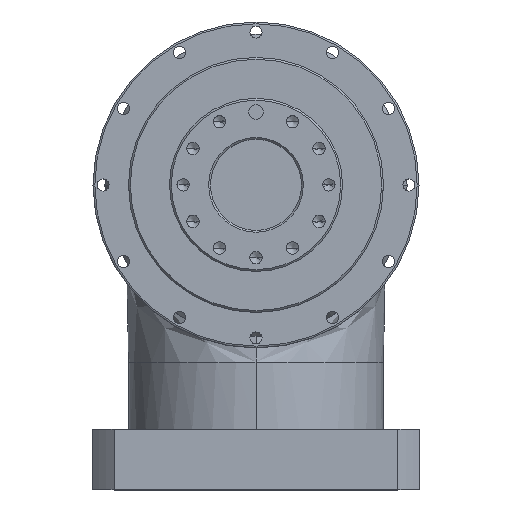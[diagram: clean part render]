
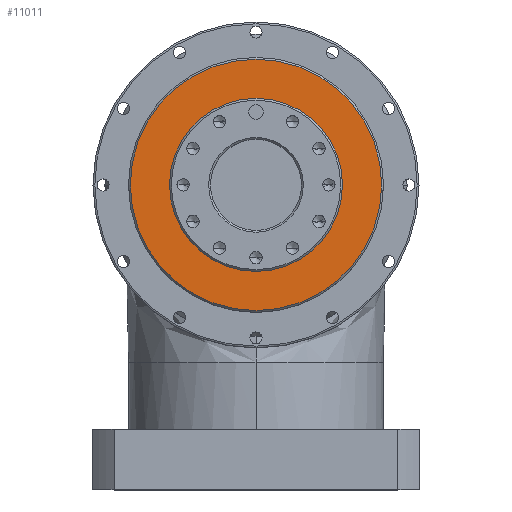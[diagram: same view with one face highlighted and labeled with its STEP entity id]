
A CAD part, top view. The second image highlights one B-rep face of the part: STEP entity #11011.
In plain terms, the highlighted planar face has unit normal (0, 0, 1).
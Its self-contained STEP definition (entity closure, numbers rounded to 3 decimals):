
#175 = CARTESIAN_POINT ( 'NONE',  ( 0., 0., 130. ) ) ;
#595 = EDGE_CURVE ( 'NONE', #5721, #1179, #5355, .T. ) ;
#1057 = DIRECTION ( 'NONE',  ( 0., 0., 1. ) ) ;
#1094 = DIRECTION ( 'NONE',  ( 0., 0., 1. ) ) ;
#1125 = EDGE_CURVE ( 'NONE', #7946, #1143, #3583, .T. ) ;
#1143 = VERTEX_POINT ( 'NONE', #3482 ) ;
#1179 = VERTEX_POINT ( 'NONE', #6944 ) ;
#1433 = AXIS2_PLACEMENT_3D ( 'NONE', #6262, #1094, #7121 ) ;
#1501 = FACE_OUTER_BOUND ( 'NONE', #11161, .T. ) ;
#1971 = ORIENTED_EDGE ( 'NONE', *, *, #595, .F. ) ;
#2713 = CARTESIAN_POINT ( 'NONE',  ( 0., 0., 130. ) ) ;
#2730 = DIRECTION ( 'NONE',  ( 0., 0., 1. ) ) ;
#2791 = ORIENTED_EDGE ( 'NONE', *, *, #7520, .F. ) ;
#3482 = CARTESIAN_POINT ( 'NONE',  ( -69., 0., 130. ) ) ;
#3523 = DIRECTION ( 'NONE',  ( 0., 0., 1. ) ) ;
#3551 = CIRCLE ( 'NONE', #9903, 69. ) ;
#3583 = CIRCLE ( 'NONE', #8549, 69. ) ;
#4082 = FACE_BOUND ( 'NONE', #8651, .T. ) ;
#4232 = AXIS2_PLACEMENT_3D ( 'NONE', #175, #1057, #7078 ) ;
#5140 = CARTESIAN_POINT ( 'NONE',  ( 0., 0., 130. ) ) ;
#5355 = CIRCLE ( 'NONE', #10411, 47.5 ) ;
#5385 = ORIENTED_EDGE ( 'NONE', *, *, #1125, .T. ) ;
#5721 = VERTEX_POINT ( 'NONE', #10519 ) ;
#6004 = DIRECTION ( 'NONE',  ( 1., 0., 0. ) ) ;
#6229 = PLANE ( 'NONE',  #4232 ) ;
#6262 = CARTESIAN_POINT ( 'NONE',  ( 0., 0., 130. ) ) ;
#6944 = CARTESIAN_POINT ( 'NONE',  ( -47.5, 0., 130. ) ) ;
#7008 = CIRCLE ( 'NONE', #1433, 47.5 ) ;
#7066 = DIRECTION ( 'NONE',  ( 1., 0., 0. ) ) ;
#7078 = DIRECTION ( 'NONE',  ( 1., 0., 0. ) ) ;
#7111 = ORIENTED_EDGE ( 'NONE', *, *, #9757, .T. ) ;
#7121 = DIRECTION ( 'NONE',  ( 1., 0., 0. ) ) ;
#7520 = EDGE_CURVE ( 'NONE', #1179, #5721, #7008, .T. ) ;
#7946 = VERTEX_POINT ( 'NONE', #10134 ) ;
#8549 = AXIS2_PLACEMENT_3D ( 'NONE', #2713, #3523, #10483 ) ;
#8651 = EDGE_LOOP ( 'NONE', ( #1971, #2791 ) ) ;
#9757 = EDGE_CURVE ( 'NONE', #1143, #7946, #3551, .T. ) ;
#9903 = AXIS2_PLACEMENT_3D ( 'NONE', #5140, #11149, #6004 ) ;
#10134 = CARTESIAN_POINT ( 'NONE',  ( 69., 0., 130. ) ) ;
#10411 = AXIS2_PLACEMENT_3D ( 'NONE', #11171, #2730, #7066 ) ;
#10483 = DIRECTION ( 'NONE',  ( 1., 0., 0. ) ) ;
#10519 = CARTESIAN_POINT ( 'NONE',  ( 47.5, 0., 130. ) ) ;
#11011 = ADVANCED_FACE ( 'NONE', ( #1501, #4082 ), #6229, .T. ) ;
#11149 = DIRECTION ( 'NONE',  ( 0., 0., 1. ) ) ;
#11161 = EDGE_LOOP ( 'NONE', ( #7111, #5385 ) ) ;
#11171 = CARTESIAN_POINT ( 'NONE',  ( 0., 0., 130. ) ) ;
